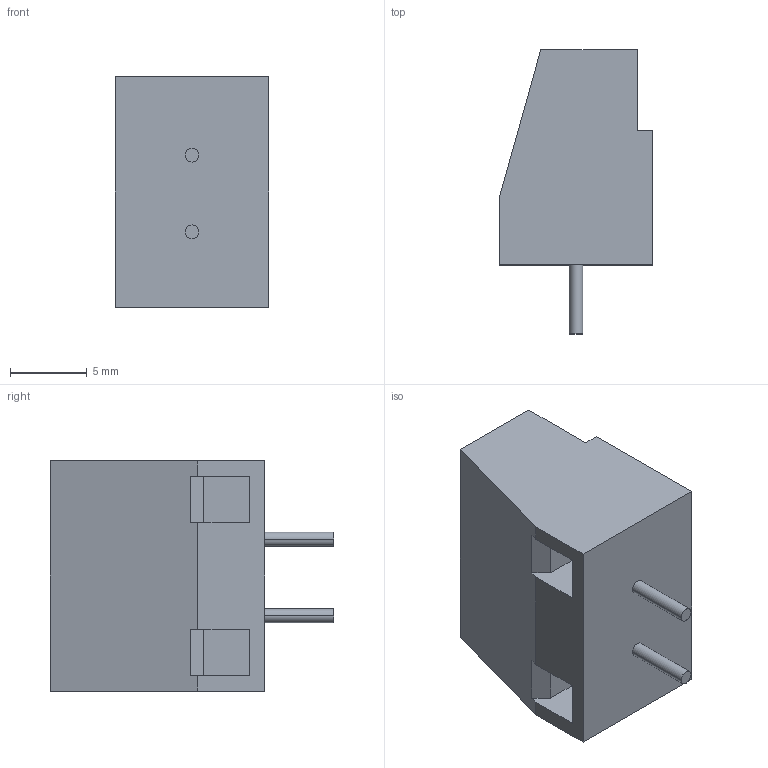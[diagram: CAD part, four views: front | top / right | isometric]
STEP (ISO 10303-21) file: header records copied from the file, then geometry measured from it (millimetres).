
FILE_DESCRIPTION (( 'STEP AP214' ), '1' );
FILE_NAME ('Terminal block_1.STEP', '2023-10-05T20:34:05', ( '' ), ( '' ), 'SwSTEP 2.0', 'SolidWorks 2023', '' );
FILE_SCHEMA (( 'AUTOMOTIVE_DESIGN' ));
Length unit declared in the file: millimetre
Products named in the file (1): Terminal block_1
Bounding box: 10 x 18.5 x 15 mm (x, y, z)
Volume: 1509.5 mm3; surface area: 1590.7 mm2
Topology: 7 solids, 7 shells, 75 faces, 173 edges, 118 vertices
Faces by surface type: plane 57, cylinder 18
Entity records: 2729 total; most frequent: CARTESIAN_POINT 409, ORIENTED_EDGE 346, DIRECTION 341, EDGE_CURVE 173, LINE 129, VECTOR 129, VERTEX_POINT 118, AXIS2_PLACEMENT_3D 106
